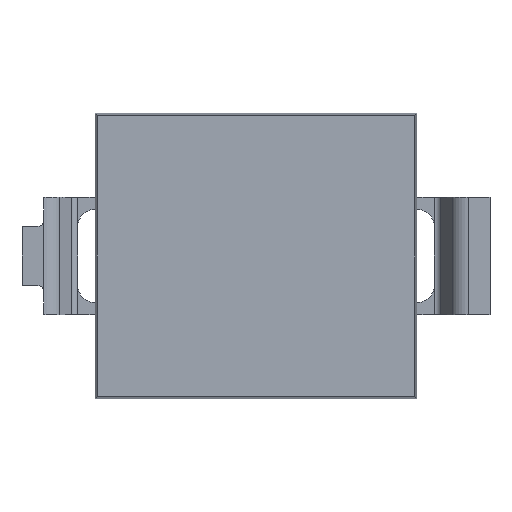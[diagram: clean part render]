
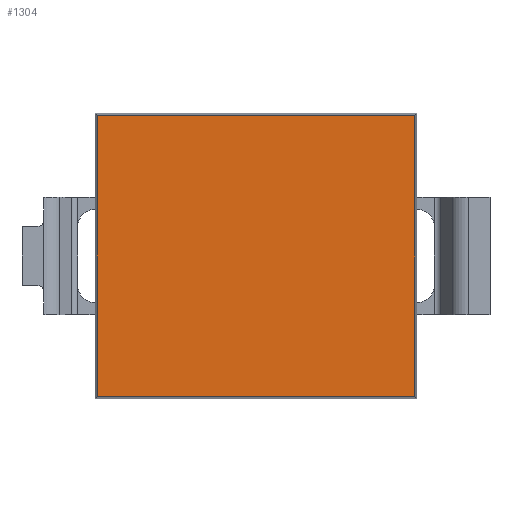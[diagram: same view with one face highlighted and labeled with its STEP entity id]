
A CAD part, front view. The second image highlights one B-rep face of the part: STEP entity #1304.
In plain terms, the highlighted planar face has unit normal (0, -1, 0).
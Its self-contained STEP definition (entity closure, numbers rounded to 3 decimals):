
#50 = DIRECTION ( 'NONE',  ( 1., 0., 0. ) ) ;
#108 = LINE ( 'NONE', #1494, #1476 ) ;
#110 = DIRECTION ( 'NONE',  ( 0., 1., 0. ) ) ;
#136 = DIRECTION ( 'NONE',  ( 0., 0., -1. ) ) ;
#178 = CARTESIAN_POINT ( 'NONE',  ( 2.169, 0.1, 1.919 ) ) ;
#264 = FACE_OUTER_BOUND ( 'NONE', #1633, .T. ) ;
#430 = EDGE_CURVE ( 'NONE', #838, #837, #108, .T. ) ;
#518 = CARTESIAN_POINT ( 'NONE',  ( 2.169, 0.1, 1.95 ) ) ;
#527 = DIRECTION ( 'NONE',  ( 0., 0., 1. ) ) ;
#590 = VECTOR ( 'NONE', #50, 1000. ) ;
#637 = LINE ( 'NONE', #1616, #1497 ) ;
#640 = DIRECTION ( 'NONE',  ( 0., 0., 1. ) ) ;
#670 = PLANE ( 'NONE',  #1522 ) ;
#687 = CARTESIAN_POINT ( 'NONE',  ( 2.169, 0.1, -1.919 ) ) ;
#837 = VERTEX_POINT ( 'NONE', #1394 ) ;
#838 = VERTEX_POINT ( 'NONE', #1660 ) ;
#851 = ORIENTED_EDGE ( 'NONE', *, *, #1630, .T. ) ;
#926 = ORIENTED_EDGE ( 'NONE', *, *, #1222, .T. ) ;
#945 = LINE ( 'NONE', #518, #1648 ) ;
#949 = EDGE_CURVE ( 'NONE', #1445, #838, #637, .T. ) ;
#1222 = EDGE_CURVE ( 'NONE', #1362, #1445, #945, .T. ) ;
#1275 = ORIENTED_EDGE ( 'NONE', *, *, #430, .T. ) ;
#1304 = ADVANCED_FACE ( 'NONE', ( #264 ), #670, .F. ) ;
#1326 = CARTESIAN_POINT ( 'NONE',  ( 0., 0.1, 0. ) ) ;
#1330 = ORIENTED_EDGE ( 'NONE', *, *, #949, .T. ) ;
#1362 = VERTEX_POINT ( 'NONE', #687 ) ;
#1394 = CARTESIAN_POINT ( 'NONE',  ( -2.169, 0.1, -1.919 ) ) ;
#1445 = VERTEX_POINT ( 'NONE', #178 ) ;
#1476 = VECTOR ( 'NONE', #136, 1000. ) ;
#1494 = CARTESIAN_POINT ( 'NONE',  ( -2.169, 0.1, -1.95 ) ) ;
#1497 = VECTOR ( 'NONE', #1745, 1000. ) ;
#1522 = AXIS2_PLACEMENT_3D ( 'NONE', #1326, #110, #527 ) ;
#1557 = LINE ( 'NONE', #1681, #590 ) ;
#1616 = CARTESIAN_POINT ( 'NONE',  ( -2.2, 0.1, 1.919 ) ) ;
#1630 = EDGE_CURVE ( 'NONE', #837, #1362, #1557, .T. ) ;
#1633 = EDGE_LOOP ( 'NONE', ( #1275, #851, #926, #1330 ) ) ;
#1648 = VECTOR ( 'NONE', #640, 1000. ) ;
#1660 = CARTESIAN_POINT ( 'NONE',  ( -2.169, 0.1, 1.919 ) ) ;
#1681 = CARTESIAN_POINT ( 'NONE',  ( 2.2, 0.1, -1.919 ) ) ;
#1745 = DIRECTION ( 'NONE',  ( -1., 0., 0. ) ) ;
